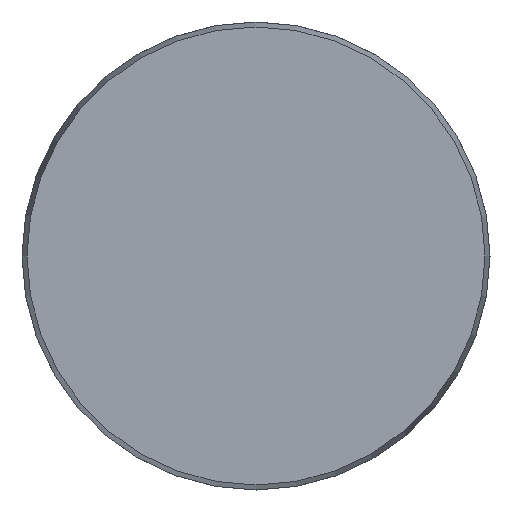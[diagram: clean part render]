
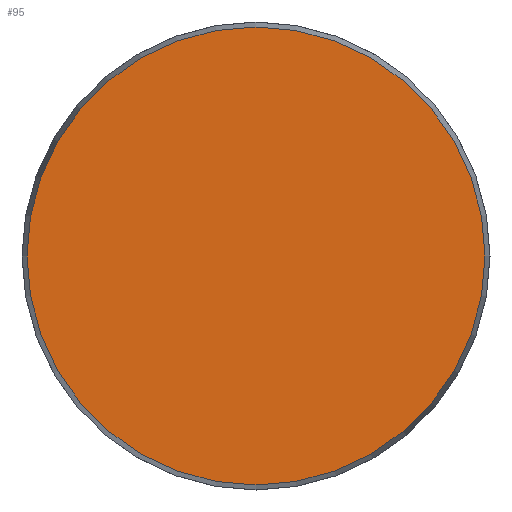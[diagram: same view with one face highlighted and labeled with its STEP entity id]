
A CAD part, front view. The second image highlights one B-rep face of the part: STEP entity #95.
In plain terms, the highlighted planar face has unit normal (0, -1, 0).
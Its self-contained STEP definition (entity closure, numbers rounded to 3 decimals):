
#43 = CARTESIAN_POINT ( 'NONE',  ( 0., 0., -39.143 ) ) ;
#53 = EDGE_CURVE ( 'NONE', #729, #729, #680, .T. ) ;
#81 = FACE_OUTER_BOUND ( 'NONE', #397, .T. ) ;
#95 = ADVANCED_FACE ( 'NONE', ( #81 ), #456, .F. ) ;
#194 = DIRECTION ( 'NONE',  ( 0., 0., 1. ) ) ;
#321 = CARTESIAN_POINT ( 'NONE',  ( 0., 0., 0. ) ) ;
#324 = AXIS2_PLACEMENT_3D ( 'NONE', #321, #678, #400 ) ;
#397 = EDGE_LOOP ( 'NONE', ( #734 ) ) ;
#400 = DIRECTION ( 'NONE',  ( 0., 0., -1. ) ) ;
#456 = PLANE ( 'NONE',  #770 ) ;
#653 = DIRECTION ( 'NONE',  ( 0., 1., 0. ) ) ;
#678 = DIRECTION ( 'NONE',  ( 0., -1., 0. ) ) ;
#680 = CIRCLE ( 'NONE', #324, 39.143 ) ;
#709 = CARTESIAN_POINT ( 'NONE',  ( -39.143, 0., 0. ) ) ;
#729 = VERTEX_POINT ( 'NONE', #43 ) ;
#734 = ORIENTED_EDGE ( 'NONE', *, *, #53, .T. ) ;
#770 = AXIS2_PLACEMENT_3D ( 'NONE', #709, #653, #194 ) ;
